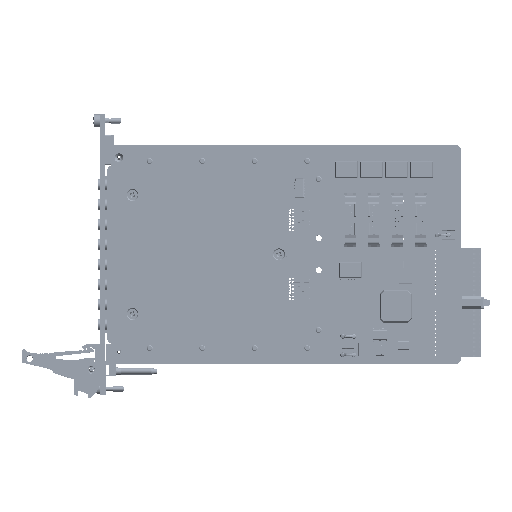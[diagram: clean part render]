
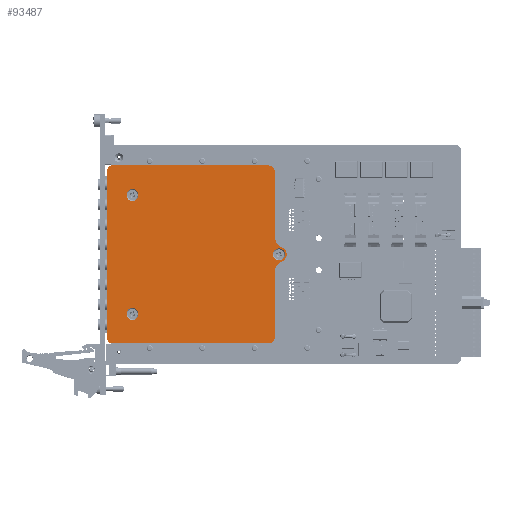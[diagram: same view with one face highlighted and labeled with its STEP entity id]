
A CAD part, top view. The second image highlights one B-rep face of the part: STEP entity #93487.
In plain terms, the highlighted planar face has unit normal (0, 0, 1).
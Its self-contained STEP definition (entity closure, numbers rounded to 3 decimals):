
#10822 = EDGE_LOOP ( 'NONE', ( #189611 ) ) ;
#16678 = CIRCLE ( 'NONE', #63949, 2. ) ;
#16682 = CIRCLE ( 'NONE', #63938, 2.75 ) ;
#16691 = LINE ( 'NONE', #17929, #16696 ) ;
#16696 = VECTOR ( 'NONE', #17937, 1000. ) ;
#16703 = LINE ( 'NONE', #17943, #16713 ) ;
#16707 = CIRCLE ( 'NONE', #63954, 5. ) ;
#16713 = VECTOR ( 'NONE', #17983, 1000. ) ;
#16724 = CIRCLE ( 'NONE', #63962, 3.5 ) ;
#16730 = CIRCLE ( 'NONE', #63971, 5. ) ;
#16740 = CIRCLE ( 'NONE', #63983, 2. ) ;
#16753 = CIRCLE ( 'NONE', #63991, 3. ) ;
#16761 = LINE ( 'NONE', #18287, #16767 ) ;
#16767 = VECTOR ( 'NONE', #18293, 1000. ) ;
#16768 = LINE ( 'NONE', #18307, #16779 ) ;
#16770 = CIRCLE ( 'NONE', #64012, 3. ) ;
#16772 = CIRCLE ( 'NONE', #63999, 2.75 ) ;
#16776 = CIRCLE ( 'NONE', #64007, 2.75 ) ;
#16779 = VECTOR ( 'NONE', #18384, 1000. ) ;
#16781 = LINE ( 'NONE', #18348, #16783 ) ;
#16783 = VECTOR ( 'NONE', #18389, 1000. ) ;
#17846 = CARTESIAN_POINT ( 'NONE',  ( 0.054, -12.909, 15.011 ) ) ;
#17851 = DIRECTION ( 'NONE',  ( 0., 0., 1. ) ) ;
#17855 = DIRECTION ( 'NONE',  ( 1., 0., 0. ) ) ;
#17914 = CARTESIAN_POINT ( 'NONE',  ( -76.445, 25.791, 15.011 ) ) ;
#17919 = DIRECTION ( 'NONE',  ( 0., 0., 1. ) ) ;
#17922 = DIRECTION ( 'NONE',  ( -1., 0., 0. ) ) ;
#17929 = CARTESIAN_POINT ( 'NONE',  ( 14.255, 27.791, 15.011 ) ) ;
#17937 = DIRECTION ( 'NONE',  ( -1., 0., 0. ) ) ;
#17943 = CARTESIAN_POINT ( 'NONE',  ( -1.784, 27.791, 15.011 ) ) ;
#17983 = DIRECTION ( 'NONE',  ( 0., -1., 0. ) ) ;
#18017 = CARTESIAN_POINT ( 'NONE',  ( 3.216, -5.019, 15.011 ) ) ;
#18022 = DIRECTION ( 'NONE',  ( 0., 0., 1. ) ) ;
#18026 = DIRECTION ( 'NONE',  ( -1., 0., 0. ) ) ;
#18065 = CARTESIAN_POINT ( 'NONE',  ( 0.054, -12.909, 15.011 ) ) ;
#18070 = DIRECTION ( 'NONE',  ( 0., 0., -1. ) ) ;
#18073 = DIRECTION ( 'NONE',  ( 1., 0., 0. ) ) ;
#18117 = CARTESIAN_POINT ( 'NONE',  ( 3.216, -20.799, 15.011 ) ) ;
#18120 = DIRECTION ( 'NONE',  ( 0., 0., 1. ) ) ;
#18125 = DIRECTION ( 'NONE',  ( 1., 0., 0. ) ) ;
#18199 = CARTESIAN_POINT ( 'NONE',  ( -76.445, -51.609, 15.011 ) ) ;
#18202 = DIRECTION ( 'NONE',  ( 0., 0., 1. ) ) ;
#18207 = DIRECTION ( 'NONE',  ( 1., 0., 0. ) ) ;
#18259 = CARTESIAN_POINT ( 'NONE',  ( -4.784, -50.609, 15.011 ) ) ;
#18263 = DIRECTION ( 'NONE',  ( 0., 0., 1. ) ) ;
#18268 = DIRECTION ( 'NONE',  ( -1., 0., 0. ) ) ;
#18287 = CARTESIAN_POINT ( 'NONE',  ( -76.446, -53.609, 15.011 ) ) ;
#18293 = DIRECTION ( 'NONE',  ( 1., 0., 0. ) ) ;
#18307 = CARTESIAN_POINT ( 'NONE',  ( -1.784, -20.799, 15.011 ) ) ;
#18331 = CARTESIAN_POINT ( 'NONE',  ( -66.951, 14.274, 15.011 ) ) ;
#18334 = DIRECTION ( 'NONE',  ( 0., 0., 1. ) ) ;
#18339 = DIRECTION ( 'NONE',  ( 1., 0., 0. ) ) ;
#18348 = CARTESIAN_POINT ( 'NONE',  ( -78.445, 25.791, 15.011 ) ) ;
#18371 = CARTESIAN_POINT ( 'NONE',  ( -66.951, -40.129, 15.011 ) ) ;
#18376 = DIRECTION ( 'NONE',  ( 0., 0., 1. ) ) ;
#18380 = DIRECTION ( 'NONE',  ( 1., 0., 0. ) ) ;
#18384 = DIRECTION ( 'NONE',  ( 0., -1., 0. ) ) ;
#18389 = DIRECTION ( 'NONE',  ( 0., -1., 0. ) ) ;
#18402 = CARTESIAN_POINT ( 'NONE',  ( -4.784, 24.791, 15.011 ) ) ;
#18407 = DIRECTION ( 'NONE',  ( 0., 0., 1. ) ) ;
#18411 = DIRECTION ( 'NONE',  ( -1., 0., 0. ) ) ;
#32913 = VERTEX_POINT ( 'NONE', #264865 ) ;
#32924 = VERTEX_POINT ( 'NONE', #264875 ) ;
#32933 = VERTEX_POINT ( 'NONE', #264883 ) ;
#63938 = AXIS2_PLACEMENT_3D ( 'NONE', #17846, #17851, #17855 ) ;
#63949 = AXIS2_PLACEMENT_3D ( 'NONE', #17914, #17919, #17922 ) ;
#63954 = AXIS2_PLACEMENT_3D ( 'NONE', #18017, #18022, #18026 ) ;
#63962 = AXIS2_PLACEMENT_3D ( 'NONE', #18065, #18070, #18073 ) ;
#63971 = AXIS2_PLACEMENT_3D ( 'NONE', #18117, #18120, #18125 ) ;
#63983 = AXIS2_PLACEMENT_3D ( 'NONE', #18199, #18202, #18207 ) ;
#63991 = AXIS2_PLACEMENT_3D ( 'NONE', #18259, #18263, #18268 ) ;
#63999 = AXIS2_PLACEMENT_3D ( 'NONE', #18331, #18334, #18339 ) ;
#64007 = AXIS2_PLACEMENT_3D ( 'NONE', #18371, #18376, #18380 ) ;
#64012 = AXIS2_PLACEMENT_3D ( 'NONE', #18402, #18407, #18411 ) ;
#71283 = CARTESIAN_POINT ( 'NONE',  ( -1.784, -5.019, 15.011 ) ) ;
#72439 = CARTESIAN_POINT ( 'NONE',  ( -4.784, -53.609, 15.011 ) ) ;
#74652 = CARTESIAN_POINT ( 'NONE',  ( -4.784, 27.791, 15.011 ) ) ;
#74868 = CARTESIAN_POINT ( 'NONE',  ( -78.445, -51.609, 15.011 ) ) ;
#75640 = CARTESIAN_POINT ( 'NONE',  ( -1.784, -50.609, 15.011 ) ) ;
#76341 = CARTESIAN_POINT ( 'NONE',  ( -78.445, 25.791, 15.011 ) ) ;
#76460 = CARTESIAN_POINT ( 'NONE',  ( -76.446, -53.609, 15.011 ) ) ;
#76469 = CARTESIAN_POINT ( 'NONE',  ( -76.445, 27.791, 15.011 ) ) ;
#76627 = CARTESIAN_POINT ( 'NONE',  ( 1.356, -16.158, 15.011 ) ) ;
#76707 = CARTESIAN_POINT ( 'NONE',  ( 1.356, -9.66, 15.011 ) ) ;
#76769 = CARTESIAN_POINT ( 'NONE',  ( -1.784, 24.791, 15.011 ) ) ;
#76775 = CARTESIAN_POINT ( 'NONE',  ( -1.784, -20.799, 15.011 ) ) ;
#93487 = ADVANCED_FACE ( 'NONE', ( #154588, #154598, #154590, #154596 ), #157933, .F. ) ;
#100048 = EDGE_LOOP ( 'NONE', ( #189571 ) ) ;
#101292 = EDGE_LOOP ( 'NONE', ( #189567 ) ) ;
#101729 = EDGE_LOOP ( 'NONE', ( #189574, #189577, #189580, #189583, #189586, #189590, #189593, #189596, #189599, #189601, #189604, #189608 ) ) ;
#154588 = FACE_BOUND ( 'NONE', #101292, .T. ) ;
#154590 = FACE_OUTER_BOUND ( 'NONE', #101729, .T. ) ;
#154596 = FACE_BOUND ( 'NONE', #10822, .T. ) ;
#154598 = FACE_BOUND ( 'NONE', #100048, .T. ) ;
#157933 = PLANE ( 'NONE',  #162643 ) ;
#157951 = CARTESIAN_POINT ( 'NONE',  ( -76.445, 25.791, 15.011 ) ) ;
#157954 = DIRECTION ( 'NONE',  ( 0., 0., -1. ) ) ;
#157955 = DIRECTION ( 'NONE',  ( -1., 0., 0. ) ) ;
#162643 = AXIS2_PLACEMENT_3D ( 'NONE', #157951, #157954, #157955 ) ;
#180273 = VERTEX_POINT ( 'NONE', #74652 ) ;
#180413 = VERTEX_POINT ( 'NONE', #74868 ) ;
#181019 = VERTEX_POINT ( 'NONE', #75640 ) ;
#181701 = VERTEX_POINT ( 'NONE', #76460 ) ;
#185935 = VERTEX_POINT ( 'NONE', #76341 ) ;
#186080 = VERTEX_POINT ( 'NONE', #76469 ) ;
#186361 = VERTEX_POINT ( 'NONE', #76707 ) ;
#186420 = VERTEX_POINT ( 'NONE', #76627 ) ;
#186435 = VERTEX_POINT ( 'NONE', #76769 ) ;
#186441 = VERTEX_POINT ( 'NONE', #76775 ) ;
#187701 = VERTEX_POINT ( 'NONE', #71283 ) ;
#188189 = VERTEX_POINT ( 'NONE', #72439 ) ;
#189567 = ORIENTED_EDGE ( 'NONE', *, *, #203303, .F. ) ;
#189571 = ORIENTED_EDGE ( 'NONE', *, *, #203301, .F. ) ;
#189574 = ORIENTED_EDGE ( 'NONE', *, *, #203299, .T. ) ;
#189577 = ORIENTED_EDGE ( 'NONE', *, *, #203296, .T. ) ;
#189580 = ORIENTED_EDGE ( 'NONE', *, *, #203304, .F. ) ;
#189583 = ORIENTED_EDGE ( 'NONE', *, *, #203282, .F. ) ;
#189586 = ORIENTED_EDGE ( 'NONE', *, *, #203279, .F. ) ;
#189590 = ORIENTED_EDGE ( 'NONE', *, *, #203275, .F. ) ;
#189593 = ORIENTED_EDGE ( 'NONE', *, *, #203270, .F. ) ;
#189596 = ORIENTED_EDGE ( 'NONE', *, *, #203305, .T. ) ;
#189599 = ORIENTED_EDGE ( 'NONE', *, *, #203265, .T. ) ;
#189601 = ORIENTED_EDGE ( 'NONE', *, *, #203263, .T. ) ;
#189604 = ORIENTED_EDGE ( 'NONE', *, *, #203306, .T. ) ;
#189608 = ORIENTED_EDGE ( 'NONE', *, *, #203287, .T. ) ;
#189611 = ORIENTED_EDGE ( 'NONE', *, *, #203258, .F. ) ;
#203258 = EDGE_CURVE ( 'NONE', #32913, #32913, #16682, .T. ) ;
#203263 = EDGE_CURVE ( 'NONE', #186080, #185935, #16678, .T. ) ;
#203265 = EDGE_CURVE ( 'NONE', #180273, #186080, #16691, .T. ) ;
#203270 = EDGE_CURVE ( 'NONE', #186435, #187701, #16703, .T. ) ;
#203275 = EDGE_CURVE ( 'NONE', #187701, #186361, #16707, .T. ) ;
#203279 = EDGE_CURVE ( 'NONE', #186361, #186420, #16724, .T. ) ;
#203282 = EDGE_CURVE ( 'NONE', #186420, #186441, #16730, .T. ) ;
#203287 = EDGE_CURVE ( 'NONE', #180413, #181701, #16740, .T. ) ;
#203296 = EDGE_CURVE ( 'NONE', #188189, #181019, #16753, .T. ) ;
#203299 = EDGE_CURVE ( 'NONE', #181701, #188189, #16761, .T. ) ;
#203301 = EDGE_CURVE ( 'NONE', #32924, #32924, #16772, .T. ) ;
#203303 = EDGE_CURVE ( 'NONE', #32933, #32933, #16776, .T. ) ;
#203304 = EDGE_CURVE ( 'NONE', #186441, #181019, #16768, .T. ) ;
#203305 = EDGE_CURVE ( 'NONE', #186435, #180273, #16770, .T. ) ;
#203306 = EDGE_CURVE ( 'NONE', #185935, #180413, #16781, .T. ) ;
#264865 = CARTESIAN_POINT ( 'NONE',  ( 2.804, -12.909, 15.011 ) ) ;
#264875 = CARTESIAN_POINT ( 'NONE',  ( -64.201, 14.274, 15.011 ) ) ;
#264883 = CARTESIAN_POINT ( 'NONE',  ( -64.201, -40.129, 15.011 ) ) ;
